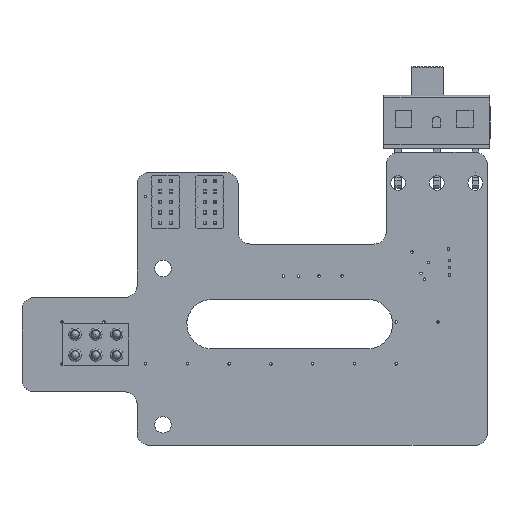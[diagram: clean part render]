
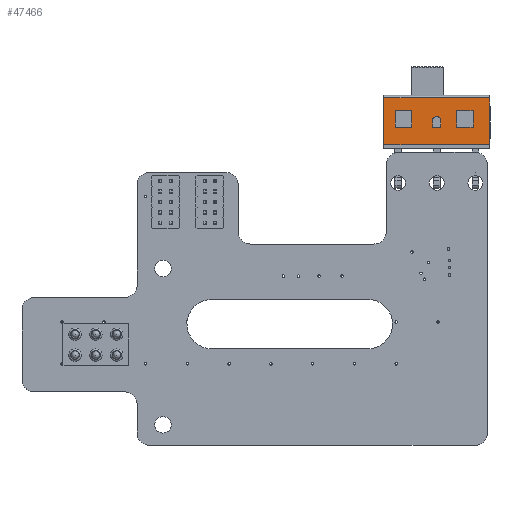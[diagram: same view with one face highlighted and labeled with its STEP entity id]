
A CAD part, top view. The second image highlights one B-rep face of the part: STEP entity #47466.
In plain terms, the highlighted face is planar.
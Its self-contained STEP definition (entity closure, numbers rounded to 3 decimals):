
#773=FACE_BOUND('',#7451,.T.);
#774=FACE_BOUND('',#7452,.T.);
#775=FACE_BOUND('',#7453,.T.);
#1076=PLANE('',#50058);
#4954=FACE_OUTER_BOUND('',#7450,.T.);
#7450=EDGE_LOOP('',(#33487,#33488,#33489,#33490));
#7451=EDGE_LOOP('',(#33491,#33492,#33493,#33494));
#7452=EDGE_LOOP('',(#33495,#33496,#33497,#33498));
#7453=EDGE_LOOP('',(#33499,#33500,#33501,#33502));
#10071=CIRCLE('',#49950,0.614);
#11843=LINE('',#67624,#16844);
#11845=LINE('',#67629,#16846);
#11849=LINE('',#67637,#16850);
#11851=LINE('',#67640,#16852);
#11852=LINE('',#67643,#16853);
#11853=LINE('',#67645,#16854);
#11854=LINE('',#67647,#16855);
#11855=LINE('',#67648,#16856);
#11856=LINE('',#67651,#16857);
#11857=LINE('',#67652,#16858);
#11858=LINE('',#67653,#16859);
#11859=LINE('',#67656,#16860);
#11860=LINE('',#67658,#16861);
#11861=LINE('',#67660,#16862);
#11862=LINE('',#67661,#16863);
#16844=VECTOR('',#54411,1.);
#16846=VECTOR('',#54417,1.);
#16850=VECTOR('',#54423,1.);
#16852=VECTOR('',#54427,1.);
#16853=VECTOR('',#54428,1.);
#16854=VECTOR('',#54429,1.);
#16855=VECTOR('',#54430,1.);
#16856=VECTOR('',#54431,1.);
#16857=VECTOR('',#54432,1.);
#16858=VECTOR('',#54433,1.);
#16859=VECTOR('',#54434,1.);
#16860=VECTOR('',#54435,1.);
#16861=VECTOR('',#54436,1.);
#16862=VECTOR('',#54437,1.);
#16863=VECTOR('',#54438,1.);
#21529=VERTEX_POINT('',#66738);
#21531=VERTEX_POINT('',#66741);
#21801=VERTEX_POINT('',#67613);
#21803=VERTEX_POINT('',#67620);
#21804=VERTEX_POINT('',#67628);
#21807=VERTEX_POINT('',#67636);
#21808=VERTEX_POINT('',#67641);
#21809=VERTEX_POINT('',#67642);
#21810=VERTEX_POINT('',#67644);
#21811=VERTEX_POINT('',#67646);
#21812=VERTEX_POINT('',#67649);
#21813=VERTEX_POINT('',#67650);
#21814=VERTEX_POINT('',#67654);
#21815=VERTEX_POINT('',#67655);
#21816=VERTEX_POINT('',#67657);
#21817=VERTEX_POINT('',#67659);
#26054=EDGE_CURVE('',#21531,#21529,#10071,.T.);
#26401=EDGE_CURVE('',#21801,#21803,#11843,.T.);
#26403=EDGE_CURVE('',#21804,#21803,#11845,.T.);
#26407=EDGE_CURVE('',#21801,#21807,#11849,.T.);
#26409=EDGE_CURVE('',#21807,#21804,#11851,.T.);
#26410=EDGE_CURVE('',#21808,#21809,#11852,.T.);
#26411=EDGE_CURVE('',#21809,#21810,#11853,.T.);
#26412=EDGE_CURVE('',#21810,#21811,#11854,.T.);
#26413=EDGE_CURVE('',#21811,#21808,#11855,.T.);
#26414=EDGE_CURVE('',#21812,#21813,#11856,.T.);
#26415=EDGE_CURVE('',#21813,#21531,#11857,.T.);
#26416=EDGE_CURVE('',#21529,#21812,#11858,.T.);
#26417=EDGE_CURVE('',#21814,#21815,#11859,.T.);
#26418=EDGE_CURVE('',#21815,#21816,#11860,.T.);
#26419=EDGE_CURVE('',#21816,#21817,#11861,.T.);
#26420=EDGE_CURVE('',#21817,#21814,#11862,.T.);
#33487=ORIENTED_EDGE('',*,*,#26407,.F.);
#33488=ORIENTED_EDGE('',*,*,#26401,.T.);
#33489=ORIENTED_EDGE('',*,*,#26403,.F.);
#33490=ORIENTED_EDGE('',*,*,#26409,.F.);
#33491=ORIENTED_EDGE('',*,*,#26410,.T.);
#33492=ORIENTED_EDGE('',*,*,#26411,.T.);
#33493=ORIENTED_EDGE('',*,*,#26412,.T.);
#33494=ORIENTED_EDGE('',*,*,#26413,.T.);
#33495=ORIENTED_EDGE('',*,*,#26414,.T.);
#33496=ORIENTED_EDGE('',*,*,#26415,.T.);
#33497=ORIENTED_EDGE('',*,*,#26054,.T.);
#33498=ORIENTED_EDGE('',*,*,#26416,.T.);
#33499=ORIENTED_EDGE('',*,*,#26417,.T.);
#33500=ORIENTED_EDGE('',*,*,#26418,.T.);
#33501=ORIENTED_EDGE('',*,*,#26419,.T.);
#33502=ORIENTED_EDGE('',*,*,#26420,.T.);
#47466=ADVANCED_FACE('',(#4954,#773,#774,#775),#1076,.T.);
#49950=AXIS2_PLACEMENT_3D('',#66742,#53886,#53887);
#50058=AXIS2_PLACEMENT_3D('',#67639,#54425,#54426);
#53886=DIRECTION('center_axis',(0.,0.,
1.));
#53887=DIRECTION('ref_axis',(0.,1.,0.));
#54411=DIRECTION('',(-1.,0.,0.));
#54417=DIRECTION('',(0.,-1.,0.));
#54423=DIRECTION('',(0.,1.,0.));
#54425=DIRECTION('center_axis',(0.,0.,
-1.));
#54426=DIRECTION('ref_axis',(0.,1.,0.));
#54427=DIRECTION('',(-1.,0.,0.));
#54428=DIRECTION('',(1.,0.,0.));
#54429=DIRECTION('',(0.,1.,0.));
#54430=DIRECTION('',(-1.,0.,0.));
#54431=DIRECTION('',(0.,-1.,0.));
#54432=DIRECTION('',(-1.,0.,0.));
#54433=DIRECTION('',(0.,-1.,0.));
#54434=DIRECTION('',(0.,1.,0.));
#54435=DIRECTION('',(1.,0.,0.));
#54436=DIRECTION('',(0.,1.,0.));
#54437=DIRECTION('',(-1.,0.,0.));
#54438=DIRECTION('',(0.,-1.,0.));
#66738=CARTESIAN_POINT('',(0.5,-7.8,-0.009));
#66741=CARTESIAN_POINT('',(-0.5,-7.8,-0.009));
#66742=CARTESIAN_POINT('Origin',(0.,-7.443,-0.009));
#67613=CARTESIAN_POINT('',(6.432,-10.35,-0.009));
#67620=CARTESIAN_POINT('',(-6.432,-10.35,-0.009));
#67624=CARTESIAN_POINT('',(0.,-10.35,-0.009));
#67628=CARTESIAN_POINT('',(-6.432,-4.65,-0.009));
#67629=CARTESIAN_POINT('',(-6.432,-10.45,-0.009));
#67636=CARTESIAN_POINT('',(6.432,-4.65,-0.009));
#67637=CARTESIAN_POINT('',(6.432,-4.65,-0.009));
#67639=CARTESIAN_POINT('Origin',(0.,-4.15,-0.009));
#67640=CARTESIAN_POINT('',(-6.432,-4.65,-0.009));
#67641=CARTESIAN_POINT('',(-5.019,-8.8,-0.009));
#67642=CARTESIAN_POINT('',(-3.019,-8.8,-0.009));
#67643=CARTESIAN_POINT('',(0.,-8.8,-0.009));
#67644=CARTESIAN_POINT('',(-3.019,-6.8,-0.009));
#67645=CARTESIAN_POINT('',(-3.019,-4.15,-0.009));
#67646=CARTESIAN_POINT('',(-5.019,-6.8,-0.009));
#67647=CARTESIAN_POINT('',(0.,-6.8,-0.009));
#67648=CARTESIAN_POINT('',(-5.019,-4.15,-0.009));
#67649=CARTESIAN_POINT('',(0.5,-6.8,-0.009));
#67650=CARTESIAN_POINT('',(-0.5,-6.8,-0.009));
#67651=CARTESIAN_POINT('',(0.,-6.8,-0.009));
#67652=CARTESIAN_POINT('',(-0.5,-4.15,-0.009));
#67653=CARTESIAN_POINT('',(0.5,-4.15,-0.009));
#67654=CARTESIAN_POINT('',(2.417,-8.8,-0.009));
#67655=CARTESIAN_POINT('',(4.417,-8.8,-0.009));
#67656=CARTESIAN_POINT('',(0.,-8.8,-0.009));
#67657=CARTESIAN_POINT('',(4.417,-6.8,-0.009));
#67658=CARTESIAN_POINT('',(4.417,-4.15,-0.009));
#67659=CARTESIAN_POINT('',(2.417,-6.8,-0.009));
#67660=CARTESIAN_POINT('',(0.,-6.8,-0.009));
#67661=CARTESIAN_POINT('',(2.417,-4.15,-0.009));
